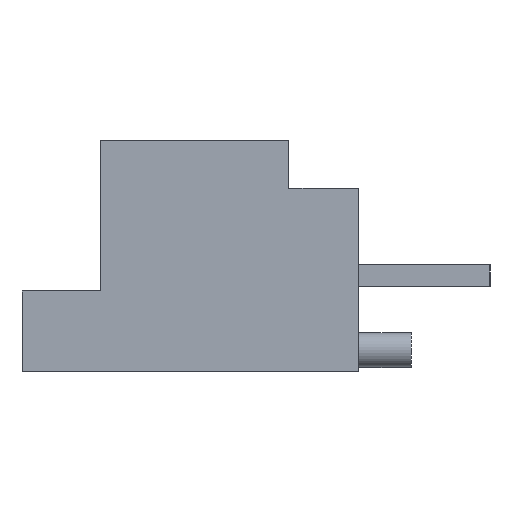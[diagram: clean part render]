
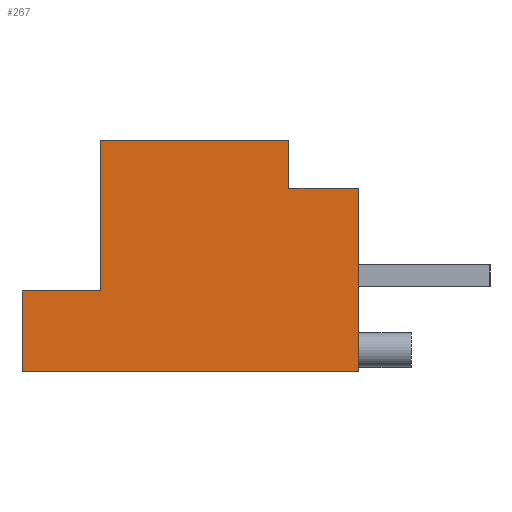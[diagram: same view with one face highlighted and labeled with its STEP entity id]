
A CAD part, left-side view. The second image highlights one B-rep face of the part: STEP entity #267.
In plain terms, the highlighted planar face has unit normal (-1, 0, 0).
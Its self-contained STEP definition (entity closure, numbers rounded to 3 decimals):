
#144 = VERTEX_POINT ( 'NONE', #2005 ) ;
#145 = VERTEX_POINT ( 'NONE', #2004 ) ;
#147 = EDGE_CURVE ( 'NONE', #145, #161, #2003, .T. ) ;
#161 = VERTEX_POINT ( 'NONE', #2039 ) ;
#267 = ADVANCED_FACE ( 'NONE', ( #2252 ), #2251, .F. ) ;
#268 = EDGE_LOOP ( 'NONE', ( #269, #270, #283, #337, #338, #339, #340, #341 ) ) ;
#269 = ORIENTED_EDGE ( 'NONE', *, *, #1603, .F. ) ;
#270 = ORIENTED_EDGE ( 'NONE', *, *, #282, .F. ) ;
#271 = VERTEX_POINT ( 'NONE', #2245 ) ;
#278 = VERTEX_POINT ( 'NONE', #2235 ) ;
#280 = EDGE_CURVE ( 'NONE', #278, #145, #2233, .T. ) ;
#282 = EDGE_CURVE ( 'NONE', #271, #1623, #2293, .T. ) ;
#283 = ORIENTED_EDGE ( 'NONE', *, *, #284, .F. ) ;
#284 = EDGE_CURVE ( 'NONE', #161, #271, #2289, .T. ) ;
#309 = EDGE_CURVE ( 'NONE', #144, #278, #2319, .T. ) ;
#321 = VERTEX_POINT ( 'NONE', #2361 ) ;
#324 = EDGE_CURVE ( 'NONE', #144, #321, #2360, .T. ) ;
#337 = ORIENTED_EDGE ( 'NONE', *, *, #147, .F. ) ;
#338 = ORIENTED_EDGE ( 'NONE', *, *, #280, .F. ) ;
#339 = ORIENTED_EDGE ( 'NONE', *, *, #309, .F. ) ;
#340 = ORIENTED_EDGE ( 'NONE', *, *, #324, .T. ) ;
#341 = ORIENTED_EDGE ( 'NONE', *, *, #342, .T. ) ;
#342 = EDGE_CURVE ( 'NONE', #321, #1604, #2337, .T. ) ;
#1603 = EDGE_CURVE ( 'NONE', #1623, #1604, #6087, .T. ) ;
#1604 = VERTEX_POINT ( 'NONE', #6083 ) ;
#1623 = VERTEX_POINT ( 'NONE', #6120 ) ;
#2001 = DIRECTION ( 'NONE',  ( 0., -1., 0. ) ) ;
#2002 = CARTESIAN_POINT ( 'NONE',  ( -13., -3.85, 3.1 ) ) ;
#2003 = LINE ( 'NONE', #2002, #2065 ) ;
#2004 = CARTESIAN_POINT ( 'NONE',  ( -13., 2.05, 3.1 ) ) ;
#2005 = CARTESIAN_POINT ( 'NONE',  ( -13., 3.85, -0.35 ) ) ;
#2039 = CARTESIAN_POINT ( 'NONE',  ( -13., -2.25, 3.1 ) ) ;
#2065 = VECTOR ( 'NONE', #2001, 1000. ) ;
#2229 = DIRECTION ( 'NONE',  ( 0., 0., 1. ) ) ;
#2230 = VECTOR ( 'NONE', #2229, 1000. ) ;
#2231 = CARTESIAN_POINT ( 'NONE',  ( -13., 2.05, 3.1 ) ) ;
#2233 = LINE ( 'NONE', #2231, #2230 ) ;
#2235 = CARTESIAN_POINT ( 'NONE',  ( -13., 2.05, -0.35 ) ) ;
#2245 = CARTESIAN_POINT ( 'NONE',  ( -13., -2.25, 2. ) ) ;
#2246 = DIRECTION ( 'NONE',  ( 0., 0., -1. ) ) ;
#2247 = DIRECTION ( 'NONE',  ( 1., 0., 0. ) ) ;
#2248 = CARTESIAN_POINT ( 'NONE',  ( -13., -3.85, 3.1 ) ) ;
#2249 = AXIS2_PLACEMENT_3D ( 'NONE', #2248, #2247, #2246 ) ;
#2251 = PLANE ( 'NONE',  #2249 ) ;
#2252 = FACE_OUTER_BOUND ( 'NONE', #268, .T. ) ;
#2286 = DIRECTION ( 'NONE',  ( 0., 0., -1. ) ) ;
#2287 = VECTOR ( 'NONE', #2286, 1000. ) ;
#2288 = CARTESIAN_POINT ( 'NONE',  ( -13., -2.25, 3.1 ) ) ;
#2289 = LINE ( 'NONE', #2288, #2287 ) ;
#2290 = DIRECTION ( 'NONE',  ( 0., -1., 0. ) ) ;
#2291 = VECTOR ( 'NONE', #2290, 1000. ) ;
#2292 = CARTESIAN_POINT ( 'NONE',  ( -13., -2.25, 2. ) ) ;
#2293 = LINE ( 'NONE', #2292, #2291 ) ;
#2316 = DIRECTION ( 'NONE',  ( 0., -1., 0. ) ) ;
#2317 = VECTOR ( 'NONE', #2316, 1000. ) ;
#2318 = CARTESIAN_POINT ( 'NONE',  ( -13., 2.05, -0.35 ) ) ;
#2319 = LINE ( 'NONE', #2318, #2317 ) ;
#2334 = DIRECTION ( 'NONE',  ( 0., -1., 0. ) ) ;
#2335 = VECTOR ( 'NONE', #2334, 1000. ) ;
#2336 = CARTESIAN_POINT ( 'NONE',  ( -13., -3.85, -2.2 ) ) ;
#2337 = LINE ( 'NONE', #2336, #2335 ) ;
#2357 = DIRECTION ( 'NONE',  ( 0., 0., -1. ) ) ;
#2358 = VECTOR ( 'NONE', #2357, 1000. ) ;
#2359 = CARTESIAN_POINT ( 'NONE',  ( -13., 3.85, 3.1 ) ) ;
#2360 = LINE ( 'NONE', #2359, #2358 ) ;
#2361 = CARTESIAN_POINT ( 'NONE',  ( -13., 3.85, -2.2 ) ) ;
#6083 = CARTESIAN_POINT ( 'NONE',  ( -13., -3.85, -2.2 ) ) ;
#6084 = DIRECTION ( 'NONE',  ( 0., 0., -1. ) ) ;
#6085 = VECTOR ( 'NONE', #6084, 1000. ) ;
#6086 = CARTESIAN_POINT ( 'NONE',  ( -13., -3.85, 3.1 ) ) ;
#6087 = LINE ( 'NONE', #6086, #6085 ) ;
#6120 = CARTESIAN_POINT ( 'NONE',  ( -13., -3.85, 2. ) ) ;
